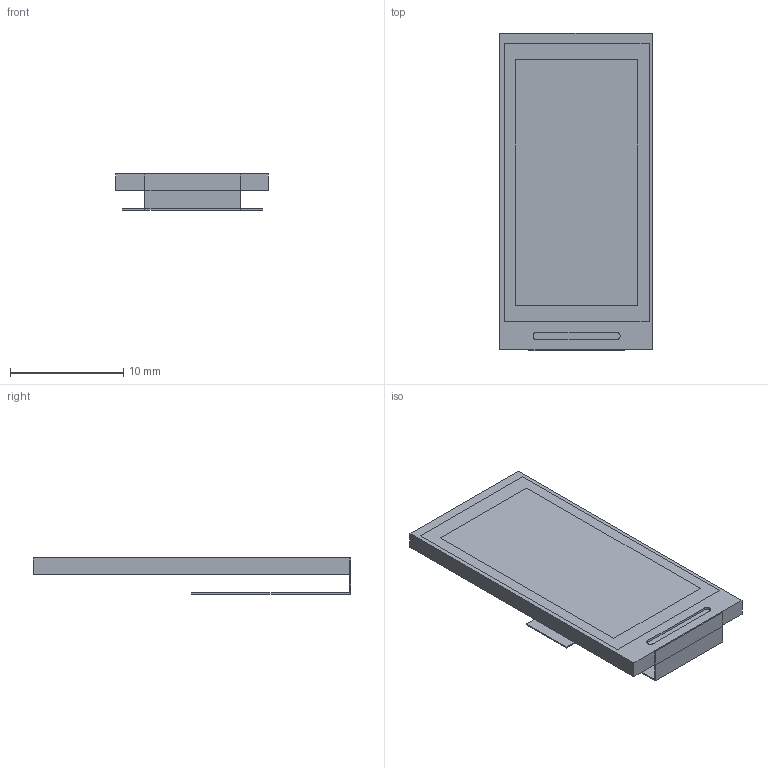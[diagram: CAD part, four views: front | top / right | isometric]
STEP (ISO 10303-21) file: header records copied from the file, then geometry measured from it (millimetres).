
FILE_DESCRIPTION(('FreeCAD Model'),'2;1');
FILE_NAME('Open CASCADE Shape Model','2023-03-08T18:56:50',(''),(''), 'Open CASCADE STEP processor 7.6','FreeCAD','Unknown');
FILE_SCHEMA(('AUTOMOTIVE_DESIGN { 1 0 10303 214 1 1 1 1 }'));
Length unit declared in the file: millimetre
Products named in the file (1): Pocket
Bounding box: 13.5 x 28.05 x 3.2 mm (x, y, z)
Volume: 581.4 mm3; surface area: 1191.9 mm2
Topology: 1 solids, 1 shells, 40 faces, 89 edges, 54 vertices
Faces by surface type: plane 38, cylinder 2
Entity records: 2310 total; most frequent: CARTESIAN_POINT 366, DIRECTION 349, LINE 255, VECTOR 255, ORIENTED_EDGE 178, PCURVE 178, DEFINITIONAL_REPRESENTATION 178, EDGE_CURVE 89
